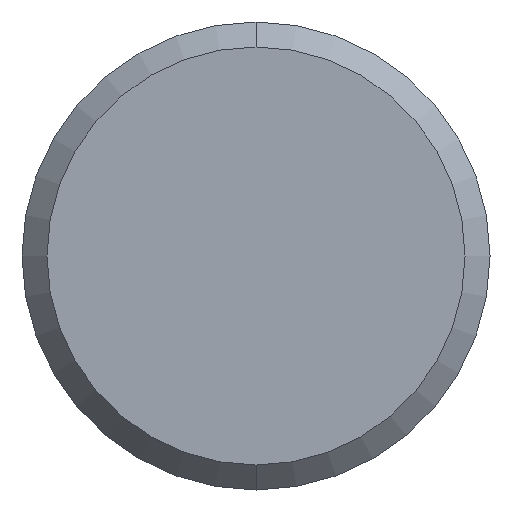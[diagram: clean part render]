
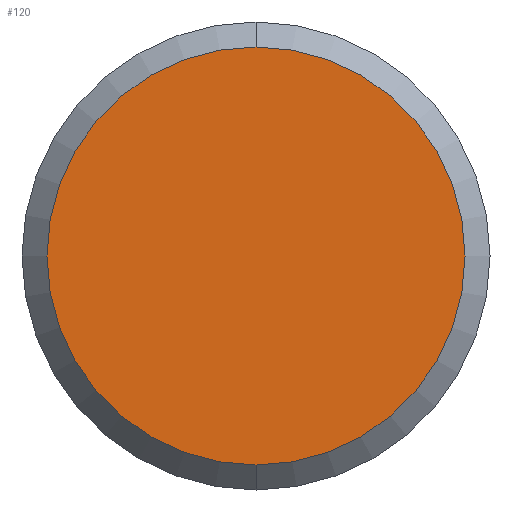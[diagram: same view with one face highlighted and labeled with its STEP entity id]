
A CAD part, front view. The second image highlights one B-rep face of the part: STEP entity #120.
In plain terms, the highlighted planar face has unit normal (0, -1, 0).
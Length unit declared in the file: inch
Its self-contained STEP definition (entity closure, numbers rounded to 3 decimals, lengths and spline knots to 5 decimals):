
#14 = VERTEX_POINT ( 'NONE', #179 ) ;
#30 = CARTESIAN_POINT ( 'NONE',  ( 0., 0., -0.16735 ) ) ;
#44 = EDGE_CURVE ( 'NONE', #14, #158, #96, .T. ) ;
#93 = AXIS2_PLACEMENT_3D ( 'NONE', #136, #139, #169 ) ;
#96 = CIRCLE ( 'NONE', #194, 0.16735 ) ;
#101 = ORIENTED_EDGE ( 'NONE', *, *, #44, .T. ) ;
#116 = AXIS2_PLACEMENT_3D ( 'NONE', #207, #238, #264 ) ;
#118 = CIRCLE ( 'NONE', #93, 0.16735 ) ;
#120 = ADVANCED_FACE ( 'NONE', ( #198 ), #189, .F. ) ;
#128 = CARTESIAN_POINT ( 'NONE',  ( 0., 0., 0. ) ) ;
#136 = CARTESIAN_POINT ( 'NONE',  ( 0., 0., 0. ) ) ;
#139 = DIRECTION ( 'NONE',  ( 0., -1., 0. ) ) ;
#148 = DIRECTION ( 'NONE',  ( 0., -1., 0. ) ) ;
#158 = VERTEX_POINT ( 'NONE', #30 ) ;
#168 = DIRECTION ( 'NONE',  ( 0., 0., 1. ) ) ;
#169 = DIRECTION ( 'NONE',  ( 0., 0., 1. ) ) ;
#179 = CARTESIAN_POINT ( 'NONE',  ( 0., 0., 0.16735 ) ) ;
#189 = PLANE ( 'NONE',  #116 ) ;
#194 = AXIS2_PLACEMENT_3D ( 'NONE', #128, #148, #168 ) ;
#198 = FACE_OUTER_BOUND ( 'NONE', #208, .T. ) ;
#207 = CARTESIAN_POINT ( 'NONE',  ( 0., 0., 0. ) ) ;
#208 = EDGE_LOOP ( 'NONE', ( #101, #250 ) ) ;
#238 = DIRECTION ( 'NONE',  ( 0., 1., 0. ) ) ;
#244 = EDGE_CURVE ( 'NONE', #158, #14, #118, .T. ) ;
#250 = ORIENTED_EDGE ( 'NONE', *, *, #244, .T. ) ;
#264 = DIRECTION ( 'NONE',  ( 0., 0., 1. ) ) ;
